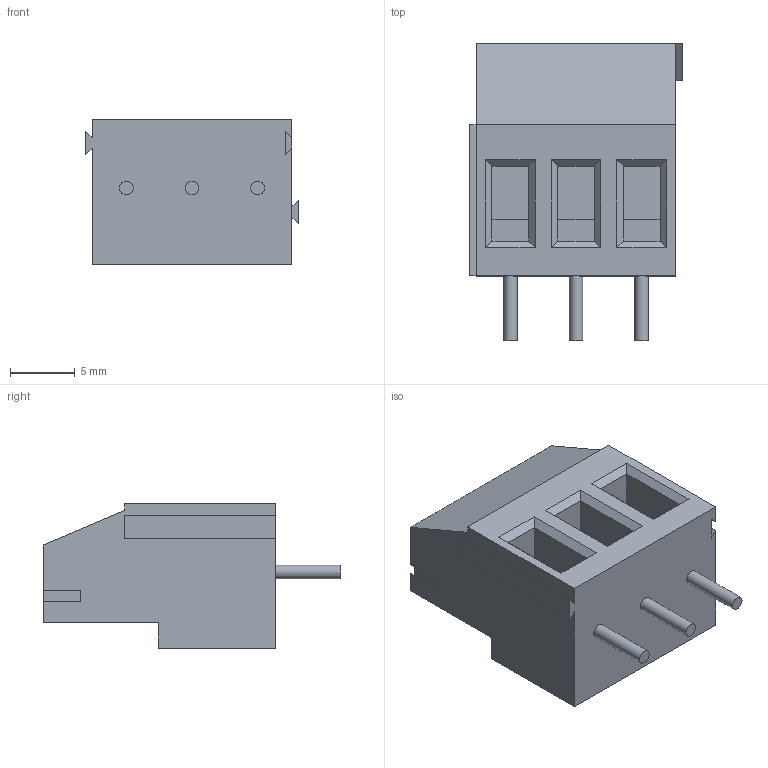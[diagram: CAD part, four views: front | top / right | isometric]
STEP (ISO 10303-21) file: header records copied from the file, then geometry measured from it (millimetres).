
FILE_DESCRIPTION(/* description */ (''),/* implementation_level */ '2;1');
FILE_NAME(/* name */ 'TerminalBlock_Phoenix_MKDS-3-3-5.08_1x03_P5.08mm_Horizontal.stp',/* time_stamp */ '2019-08-31T16:44:32+02:00',/* author */ ('Sébastien'),/* organization */ (''),/* preprocessor_version */ 'ST-DEVELOPER v16.13',/* originating_system */ 'Autodesk Inventor 2018',/* authorisation */ '');
FILE_SCHEMA (('AUTOMOTIVE_DESIGN { 1 0 10303 214 3 1 1 }'));
Length unit declared in the file: millimetre
Products named in the file (1): bornier_vert_5.08_variable
Bounding box: 16.46 x 23 x 11.2 mm (x, y, z)
Volume: 2329.4 mm3; surface area: 1678.1 mm2
Topology: 1 solids, 1 shells, 95 faces, 240 edges, 156 vertices
Faces by surface type: plane 89, cylinder 6
Full cylindrical faces by diameter (mm): 1.05 x3, 3.9 x3
Entity records: 2856 total; most frequent: CARTESIAN_POINT 480, ORIENTED_EDGE 462, DIRECTION 444, EDGE_CURVE 231, LINE 210, VECTOR 210, VERTEX_POINT 153, AXIS2_PLACEMENT_3D 117
